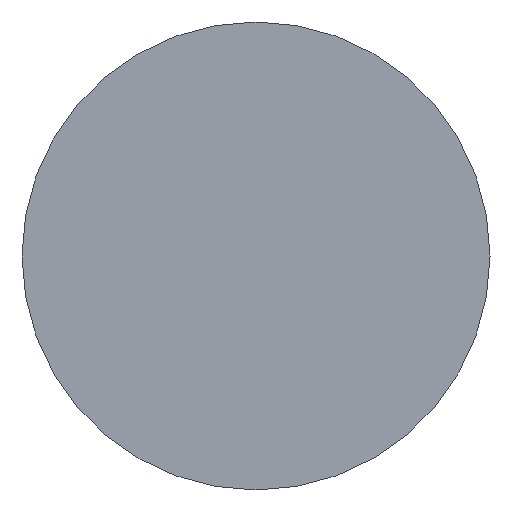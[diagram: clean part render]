
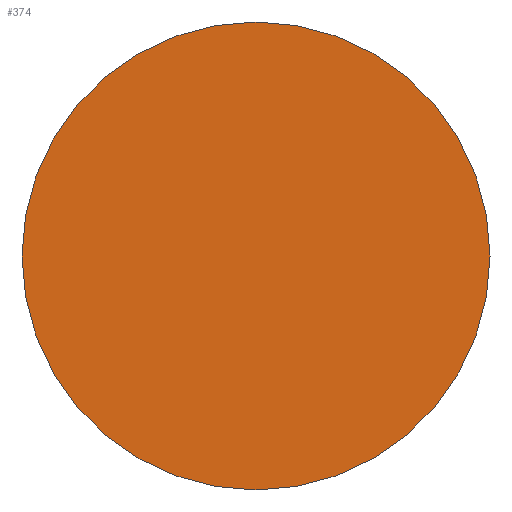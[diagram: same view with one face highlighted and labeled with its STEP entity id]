
A CAD part, front view. The second image highlights one B-rep face of the part: STEP entity #374.
In plain terms, the highlighted planar face has unit normal (0, -1, 0).
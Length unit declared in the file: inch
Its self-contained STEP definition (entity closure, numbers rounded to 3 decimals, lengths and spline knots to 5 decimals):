
#5 = CARTESIAN_POINT ( 'NONE',  ( 0., 0., 0. ) ) ;
#21 = CARTESIAN_POINT ( 'NONE',  ( 0., 0., -0.375 ) ) ;
#27 = AXIS2_PLACEMENT_3D ( 'NONE', #5, #154, #289 ) ;
#40 = AXIS2_PLACEMENT_3D ( 'NONE', #183, #321, #285 ) ;
#56 = ORIENTED_EDGE ( 'NONE', *, *, #139, .T. ) ;
#85 = ORIENTED_EDGE ( 'NONE', *, *, #340, .T. ) ;
#113 = CIRCLE ( 'NONE', #242, 0.375 ) ;
#135 = DIRECTION ( 'NONE',  ( 0., -1., 0. ) ) ;
#139 = EDGE_CURVE ( 'NONE', #316, #295, #365, .T. ) ;
#154 = DIRECTION ( 'NONE',  ( 0., -1., 0. ) ) ;
#183 = CARTESIAN_POINT ( 'NONE',  ( 0., 0., 0. ) ) ;
#188 = PLANE ( 'NONE',  #27 ) ;
#231 = EDGE_LOOP ( 'NONE', ( #56, #85 ) ) ;
#242 = AXIS2_PLACEMENT_3D ( 'NONE', #414, #135, #452 ) ;
#285 = DIRECTION ( 'NONE',  ( 0., 0., -1. ) ) ;
#289 = DIRECTION ( 'NONE',  ( 0., 0., -1. ) ) ;
#295 = VERTEX_POINT ( 'NONE', #418 ) ;
#316 = VERTEX_POINT ( 'NONE', #21 ) ;
#321 = DIRECTION ( 'NONE',  ( 0., -1., 0. ) ) ;
#327 = FACE_OUTER_BOUND ( 'NONE', #231, .T. ) ;
#340 = EDGE_CURVE ( 'NONE', #295, #316, #113, .T. ) ;
#365 = CIRCLE ( 'NONE', #40, 0.375 ) ;
#374 = ADVANCED_FACE ( 'NONE', ( #327 ), #188, .T. ) ;
#414 = CARTESIAN_POINT ( 'NONE',  ( 0., 0., 0. ) ) ;
#418 = CARTESIAN_POINT ( 'NONE',  ( 0., 0., 0.375 ) ) ;
#452 = DIRECTION ( 'NONE',  ( 0., 0., -1. ) ) ;
